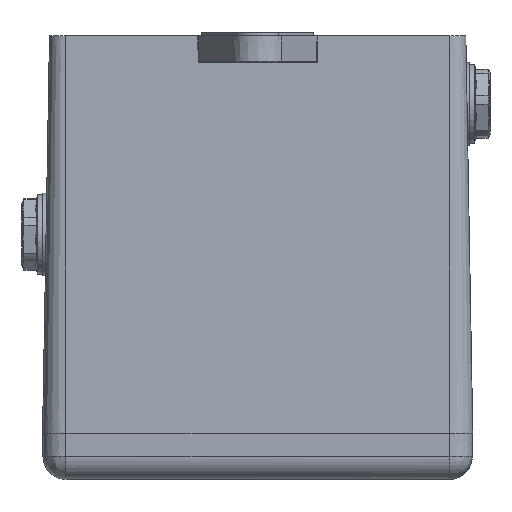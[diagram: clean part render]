
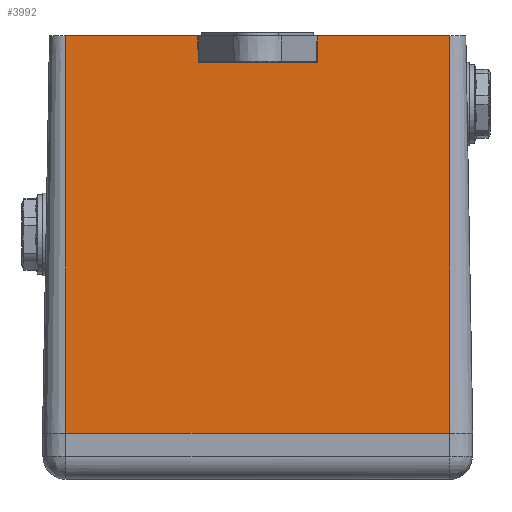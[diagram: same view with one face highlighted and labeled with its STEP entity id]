
A CAD part, left-side view. The second image highlights one B-rep face of the part: STEP entity #3992.
In plain terms, the highlighted planar face has unit normal (-1, 0, 0.018).
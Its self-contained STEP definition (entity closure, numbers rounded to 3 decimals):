
#1366 = EDGE_CURVE ( 'NONE', #22959, #23431, #5334, .T. ) ;
#1625 = DIRECTION ( 'NONE',  ( 0., -1., 0. ) ) ;
#1824 = ORIENTED_EDGE ( 'NONE', *, *, #24612, .F. ) ;
#2605 = VECTOR ( 'NONE', #1625, 1000. ) ;
#3149 = CARTESIAN_POINT ( 'NONE',  ( -62.905, -18.1, 120. ) ) ;
#3992 = ADVANCED_FACE ( 'NONE', ( #17015 ), #16882, .T. ) ;
#4913 = CARTESIAN_POINT ( 'NONE',  ( -63.045, -17.96, 112. ) ) ;
#4994 = ORIENTED_EDGE ( 'NONE', *, *, #1366, .F. ) ;
#5208 = VERTEX_POINT ( 'NONE', #8509 ) ;
#5334 = LINE ( 'NONE', #25082, #7362 ) ;
#6181 = VECTOR ( 'NONE', #22884, 1000. ) ;
#6890 = DIRECTION ( 'NONE',  ( -1., 0., 0.017 ) ) ;
#7132 = EDGE_CURVE ( 'NONE', #16347, #16200, #19371, .T. ) ;
#7362 = VECTOR ( 'NONE', #11102, 1000. ) ;
#7712 = ORIENTED_EDGE ( 'NONE', *, *, #7132, .F. ) ;
#8509 = CARTESIAN_POINT ( 'NONE',  ( -62.905, 58., 120. ) ) ;
#8826 = CARTESIAN_POINT ( 'NONE',  ( -65., 58., 0. ) ) ;
#9621 = LINE ( 'NONE', #13841, #16783 ) ;
#9979 = CARTESIAN_POINT ( 'NONE',  ( -62.905, -58., 120. ) ) ;
#10284 = ORIENTED_EDGE ( 'NONE', *, *, #24486, .F. ) ;
#10941 = EDGE_CURVE ( 'NONE', #5208, #19021, #11840, .T. ) ;
#11102 = DIRECTION ( 'NONE',  ( -0.017, 0., -1. ) ) ;
#11823 = VERTEX_POINT ( 'NONE', #14520 ) ;
#11840 = LINE ( 'NONE', #13562, #2605 ) ;
#11853 = EDGE_LOOP ( 'NONE', ( #7712, #1824, #10284, #14060, #17874, #16247, #4994, #20043 ) ) ;
#12483 = VECTOR ( 'NONE', #20469, 1000. ) ;
#12556 = VECTOR ( 'NONE', #16970, 1000. ) ;
#13389 = DIRECTION ( 'NONE',  ( 0., -1., 0. ) ) ;
#13562 = CARTESIAN_POINT ( 'NONE',  ( -62.905, 58., 120. ) ) ;
#13656 = CARTESIAN_POINT ( 'NONE',  ( -62.905, 58., 120. ) ) ;
#13841 = CARTESIAN_POINT ( 'NONE',  ( -63.045, 58., 112. ) ) ;
#14060 = ORIENTED_EDGE ( 'NONE', *, *, #10941, .F. ) ;
#14520 = CARTESIAN_POINT ( 'NONE',  ( -63.045, 17.96, 112. ) ) ;
#14912 = DIRECTION ( 'NONE',  ( 0.017, 0., 1. ) ) ;
#15362 = EDGE_CURVE ( 'NONE', #5208, #20799, #16841, .T. ) ;
#15480 = LINE ( 'NONE', #25365, #24775 ) ;
#15690 = DIRECTION ( 'NONE',  ( 0., -1., 0. ) ) ;
#15836 = CARTESIAN_POINT ( 'NONE',  ( -65., -58., 0. ) ) ;
#16094 = CARTESIAN_POINT ( 'NONE',  ( -65., 58., 0. ) ) ;
#16200 = VERTEX_POINT ( 'NONE', #3149 ) ;
#16247 = ORIENTED_EDGE ( 'NONE', *, *, #25955, .T. ) ;
#16347 = VERTEX_POINT ( 'NONE', #4913 ) ;
#16783 = VECTOR ( 'NONE', #15690, 1000. ) ;
#16841 = LINE ( 'NONE', #18561, #12556 ) ;
#16882 = PLANE ( 'NONE',  #19256 ) ;
#16970 = DIRECTION ( 'NONE',  ( -0.017, 0., -1. ) ) ;
#17015 = FACE_OUTER_BOUND ( 'NONE', #11853, .T. ) ;
#17734 = LINE ( 'NONE', #13656, #23070 ) ;
#17874 = ORIENTED_EDGE ( 'NONE', *, *, #15362, .T. ) ;
#18561 = CARTESIAN_POINT ( 'NONE',  ( -65., 58., 0. ) ) ;
#19021 = VERTEX_POINT ( 'NONE', #20010 ) ;
#19256 = AXIS2_PLACEMENT_3D ( 'NONE', #24906, #6890, #14912 ) ;
#19371 = LINE ( 'NONE', #22438, #12483 ) ;
#20010 = CARTESIAN_POINT ( 'NONE',  ( -62.905, 18.1, 120. ) ) ;
#20043 = ORIENTED_EDGE ( 'NONE', *, *, #24144, .F. ) ;
#20469 = DIRECTION ( 'NONE',  ( 0.017, -0.017, 1. ) ) ;
#20799 = VERTEX_POINT ( 'NONE', #16094 ) ;
#22438 = CARTESIAN_POINT ( 'NONE',  ( -65.023, -15.983, -1.291 ) ) ;
#22884 = DIRECTION ( 'NONE',  ( 0., -1., 0. ) ) ;
#22959 = VERTEX_POINT ( 'NONE', #9979 ) ;
#23070 = VECTOR ( 'NONE', #13389, 1000. ) ;
#23431 = VERTEX_POINT ( 'NONE', #15836 ) ;
#24144 = EDGE_CURVE ( 'NONE', #16200, #22959, #17734, .T. ) ;
#24486 = EDGE_CURVE ( 'NONE', #19021, #11823, #15480, .T. ) ;
#24612 = EDGE_CURVE ( 'NONE', #11823, #16347, #9621, .T. ) ;
#24775 = VECTOR ( 'NONE', #25232, 1000. ) ;
#24906 = CARTESIAN_POINT ( 'NONE',  ( -65., 58., 0. ) ) ;
#25002 = LINE ( 'NONE', #8826, #6181 ) ;
#25082 = CARTESIAN_POINT ( 'NONE',  ( -65., -58., 0. ) ) ;
#25232 = DIRECTION ( 'NONE',  ( -0.017, -0.017, -1. ) ) ;
#25365 = CARTESIAN_POINT ( 'NONE',  ( -64.987, 16.018, 0.733 ) ) ;
#25955 = EDGE_CURVE ( 'NONE', #20799, #23431, #25002, .T. ) ;
